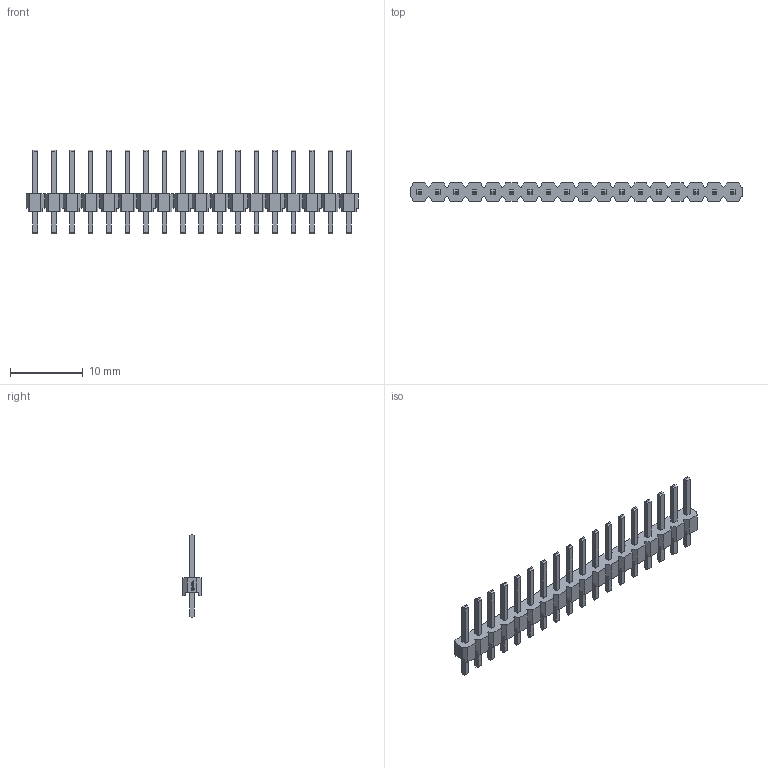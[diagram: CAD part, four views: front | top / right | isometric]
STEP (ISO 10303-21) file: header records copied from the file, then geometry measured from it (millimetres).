
FILE_DESCRIPTION (( 'STEP AP214' ), '1' );
FILE_NAME ('HDR-TH_18P-P2.54-M-LI-1X18P.step', '2022-07-02T11:44:04', ( '' ), ( '' ), 'SwSTEP 2.0', 'SolidWorks 2020', '' );
FILE_SCHEMA (( 'AUTOMOTIVE_DESIGN' ));
Length unit declared in the file: millimetre
Products named in the file (1): HDR-TH_18P-P2.54-M-LI-1X18P
Bounding box: 45.73 x 2.5 x 11.5 mm (x, y, z)
Volume: 283.5 mm3; surface area: 943.7 mm2
Topology: 1 solids, 1 shells, 758 faces, 2082 edges, 1388 vertices
Faces by surface type: plane 644, bspline 114
Entity records: 29987 total; most frequent: CARTESIAN_POINT 6591, ORIENTED_EDGE 4164, DIRECTION 3140, EDGE_CURVE 2082, LINE 1850, VECTOR 1850, VERTEX_POINT 1388, EDGE_LOOP 820
